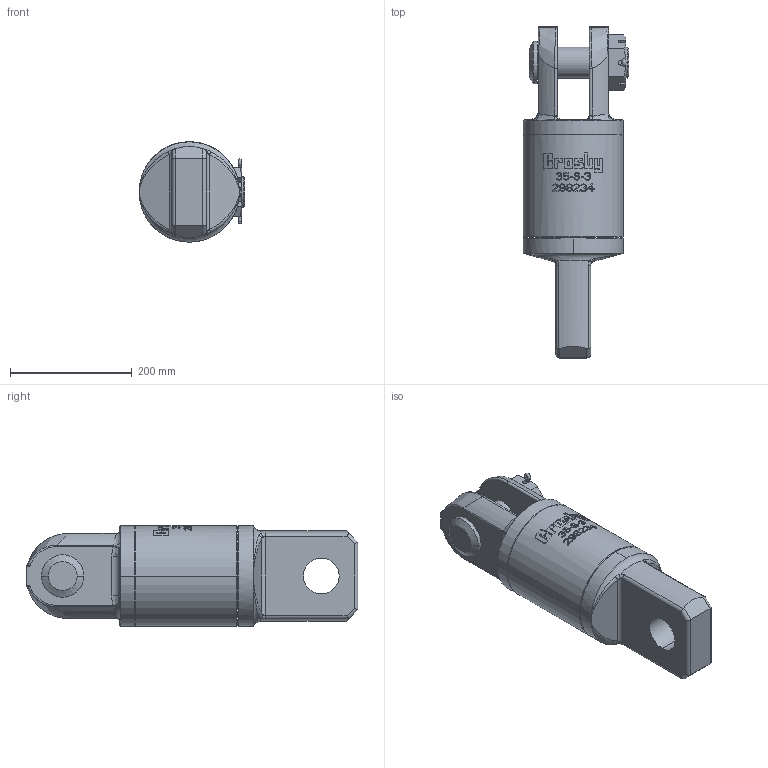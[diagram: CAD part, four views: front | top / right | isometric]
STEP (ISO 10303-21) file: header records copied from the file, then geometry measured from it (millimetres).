
FILE_DESCRIPTION((''),'2;1');
FILE_NAME('CROSBY_SWIVEL_35-S-3_0298234','2013-06-20T',('Alan Doughty'),('The Crosby Group LLC'),'PRO/ENGINEER BY PARAMETRIC TECHNOLOGY CORPORATION, 2013040','PRO/ENGINEER BY PARAMETRIC TECHNOLOGY CORPORATION, 2013040','');
FILE_SCHEMA(('AUTOMOTIVE_DESIGN { 1 0 10303 214 1 1 1 1 }'));
Length unit declared in the file: inch
Products named in the file (1): CROSBY_SWIVEL_35-S-3_0298234
Bounding box: 173.99 x 546.04 x 165.1 mm (x, y, z)
Volume: 7469368.9 mm3; surface area: 390316.6 mm2
Topology: 2 solids, 2 shells, 836 faces, 2294 edges, 1495 vertices
Faces by surface type: plane 589, cylinder 94, bspline 67, extrusion 40, cone 26, torus 18, sphere 2
Entity records: 44190 total; most frequent: CARTESIAN_POINT 17318, ORIENTED_EDGE 4584, DIRECTION 3214, PRESENTATION_STYLE_ASSIGNMENT 2312, STYLED_ITEM 2294, CURVE_STYLE 2292, EDGE_CURVE 2292, VERTEX_POINT 1495
